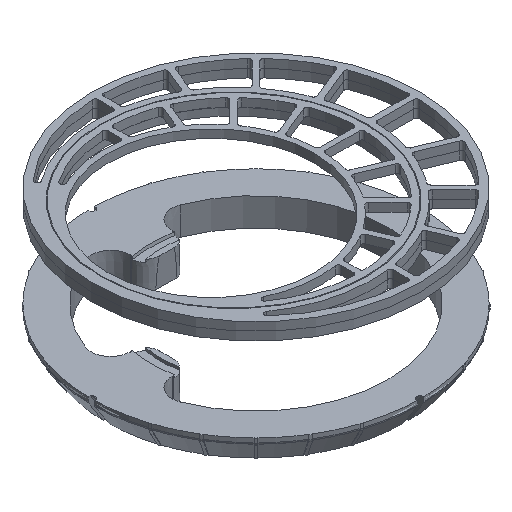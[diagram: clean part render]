
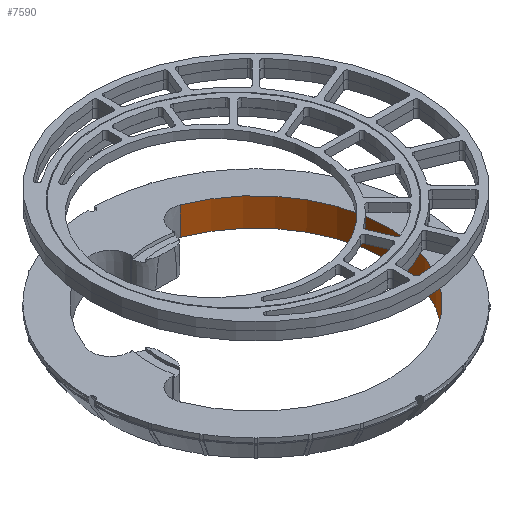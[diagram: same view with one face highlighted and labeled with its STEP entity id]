
A CAD part, isometric view. The second image highlights one B-rep face of the part: STEP entity #7590.
In plain terms, the highlighted conical face has half-angle 0.5 degrees and reference radius 472.5 mm.
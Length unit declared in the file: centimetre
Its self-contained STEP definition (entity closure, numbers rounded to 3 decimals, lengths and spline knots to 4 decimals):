
#113=CONICAL_SURFACE('',#10006,47.25,0.009);
#956=FACE_OUTER_BOUND('',#1482,.T.);
#1482=EDGE_LOOP('',(#6963,#6964,#6965,#6966));
#1942=CIRCLE('',#9817,47.25);
#1979=CIRCLE('',#9881,47.1627);
#2775=VERTEX_POINT('',#15240);
#2776=VERTEX_POINT('',#15241);
#2849=VERTEX_POINT('',#15530);
#2850=VERTEX_POINT('',#15531);
#4012=EDGE_CURVE('',#2775,#2776,#1942,.T.);
#4115=EDGE_CURVE('',#2849,#2850,#1979,.T.);
#4266=EDGE_CURVE('',#2775,#2849,#8298,.T.);
#4271=EDGE_CURVE('',#2776,#2850,#8303,.T.);
#6963=ORIENTED_EDGE('',*,*,#4266,.T.);
#6964=ORIENTED_EDGE('',*,*,#4115,.T.);
#6965=ORIENTED_EDGE('',*,*,#4271,.F.);
#6966=ORIENTED_EDGE('',*,*,#4012,.F.);
#7590=ADVANCED_FACE('',(#956),#113,.F.);
#8298=LINE('',#16158,#9001);
#8303=LINE('',#16167,#9006);
#9001=VECTOR('',#12683,10.);
#9006=VECTOR('',#12696,10.);
#9817=AXIS2_PLACEMENT_3D('',#15242,#12204,#12205);
#9881=AXIS2_PLACEMENT_3D('',#15532,#12387,#12388);
#10006=AXIS2_PLACEMENT_3D('',#16177,#12707,#12708);
#12204=DIRECTION('center_axis',(0.,0.,
-1.));
#12205=DIRECTION('ref_axis',(0.707,-0.707,0.));
#12387=DIRECTION('center_axis',(0.,0.,
-1.));
#12388=DIRECTION('ref_axis',(0.707,-0.707,0.));
#12683=DIRECTION('',(-0.003,-0.008,-1.));
#12696=DIRECTION('',(0.008,0.003,-1.));
#12707=DIRECTION('center_axis',(0.,0.,
1.));
#12708=DIRECTION('ref_axis',(0.707,-0.707,0.));
#15240=CARTESIAN_POINT('',(17.0217,44.0775,10.));
#15241=CARTESIAN_POINT('',(-44.0775,-17.0217,10.));
#15242=CARTESIAN_POINT('Origin',(0.,0.,
10.));
#15530=CARTESIAN_POINT('',(16.9903,43.9961,0.));
#15531=CARTESIAN_POINT('',(-43.9961,-16.9903,0.));
#15532=CARTESIAN_POINT('Origin',(0.,0.,
0.));
#16158=CARTESIAN_POINT('',(17.0217,44.0775,10.));
#16167=CARTESIAN_POINT('',(-44.0775,-17.0217,10.));
#16177=CARTESIAN_POINT('Origin',(0.,0.,
10.));
